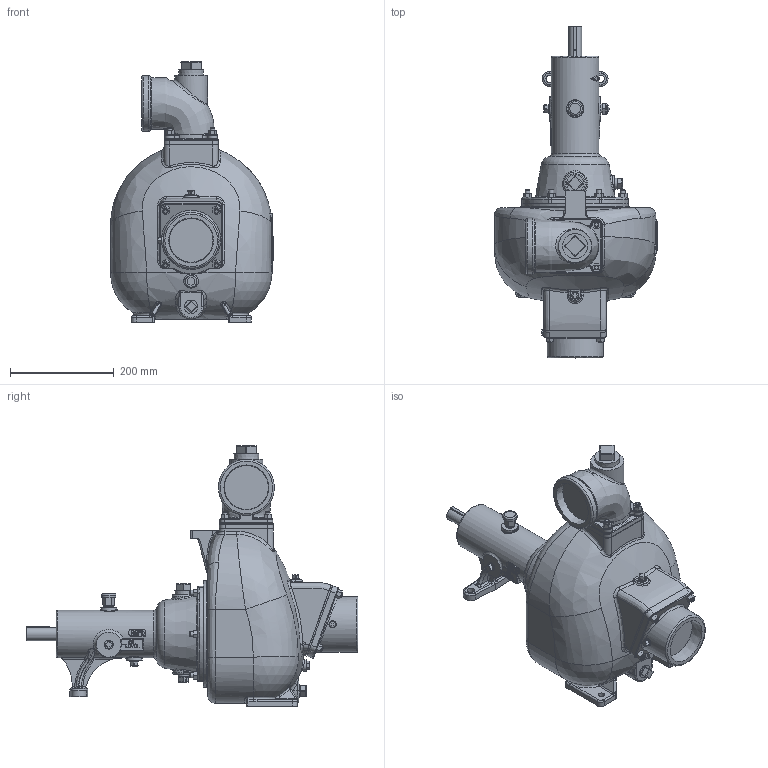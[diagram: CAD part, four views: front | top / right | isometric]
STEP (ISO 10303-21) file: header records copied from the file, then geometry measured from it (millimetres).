
FILE_DESCRIPTION(/* description */ ('Unknown'),/* implementation_level */ '2;1');
FILE_NAME(/* name */ '17819',/* time_stamp */ '2026-01-21T15:16:44-05:00',/* author */ ('KMW'),/* organization */ ('The Gorman-Rupp Company'),/* preprocessor_version */ 'ST-DEVELOPER v16.7',/* originating_system */ 'DEX',/* authorisation */ $);
FILE_SCHEMA (('CONFIG_CONTROL_DESIGN'));
Products named in the file (1): 17819
Bounding box: 314.45 x 641.38 x 503.83 mm (x, y, z)
Volume: 19728926.6 mm3; surface area: 680004.5 mm2
Topology: 1 solids, 4 shells, 2385 faces, 5836 edges, 3510 vertices
Faces by surface type: plane 793, cylinder 639, bspline 470, torus 315, sphere 134, cone 34
Full cylindrical faces by diameter (mm): 2.612 x1, 3.048 x2, 9.389 x6, 9.525 x24, 11.112 x8, 11.176 x6, 12.7 x1, 14.287 x2, 17.475 x2, 18.849 x1, 22.225 x1, 27.432 x1, 31.75 x2, 63.5 x1, 76.2 x1, 92.075 x1, 107.95 x2, 138.176 x1, 152.844 x1, 159.512 x1, 206.248 x1
Entity records: 100430 total; most frequent: CARTESIAN_POINT 31427, ORIENTED_EDGE 10990, DIRECTION 10628, EDGE_CURVE 5495, AXIS2_PLACEMENT_3D 4154, VERTEX_POINT 3402, FACE_BOUND 2693, EDGE_LOOP 2692
